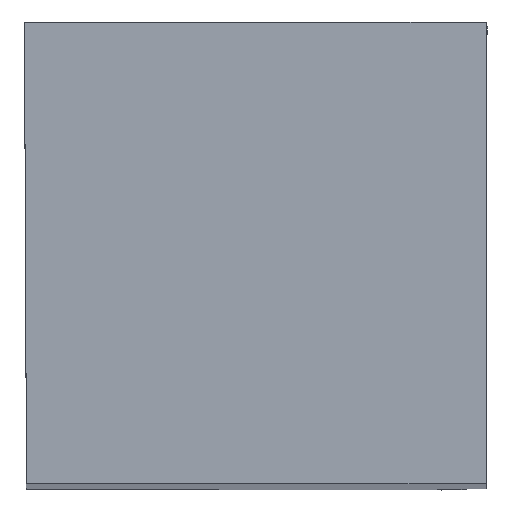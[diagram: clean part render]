
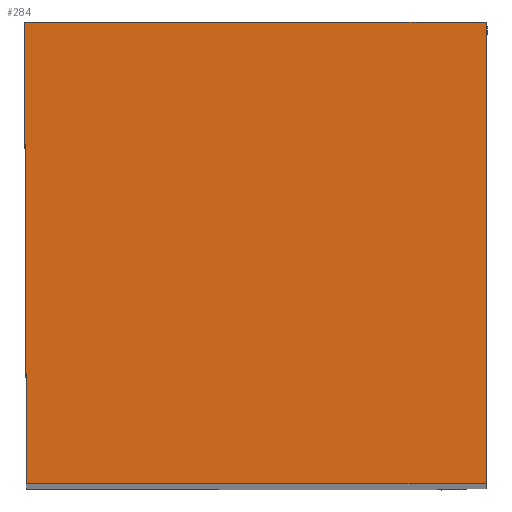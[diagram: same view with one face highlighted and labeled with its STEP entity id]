
A CAD part, top view. The second image highlights one B-rep face of the part: STEP entity #284.
In plain terms, the highlighted planar face has unit normal (0, 0, 1).
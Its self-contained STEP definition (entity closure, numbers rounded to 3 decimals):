
#284=ADVANCED_FACE('CU_BACK_SU1',(#417),#371,.F.);
#371=PLANE('',#1660);
#417=FACE_OUTER_BOUND('',#493,.T.);
#493=EDGE_LOOP('',(#593,#594,#595,#596));
#593=ORIENTED_EDGE('',*,*,#1160,.F.);
#594=ORIENTED_EDGE('',*,*,#1163,.T.);
#595=ORIENTED_EDGE('',*,*,#1164,.T.);
#596=ORIENTED_EDGE('',*,*,#1165,.T.);
#1018=VERTEX_POINT('',#2247);
#1019=VERTEX_POINT('',#2249);
#1021=VERTEX_POINT('',#2255);
#1022=VERTEX_POINT('',#2257);
#1160=EDGE_CURVE('',#1018,#1019,#1374,.T.);
#1163=EDGE_CURVE('',#1018,#1021,#1377,.T.);
#1164=EDGE_CURVE('',#1021,#1022,#1378,.T.);
#1165=EDGE_CURVE('',#1022,#1019,#1379,.T.);
#1374=LINE('',#2248,#1479);
#1377=LINE('',#2254,#1482);
#1378=LINE('',#2256,#1483);
#1379=LINE('',#2258,#1484);
#1479=VECTOR('',#1819,1.);
#1482=VECTOR('',#1824,1.);
#1483=VECTOR('',#1825,1.);
#1484=VECTOR('',#1826,1.);
#1660=AXIS2_PLACEMENT_3D('',#2259,#1827,#1828);
#1819=DIRECTION('',(0.,-1.,0.));
#1824=DIRECTION('',(-1.,0.,0.));
#1825=DIRECTION('',(0.004,-1.,0.));
#1826=DIRECTION('',(1.,0.,0.));
#1827=DIRECTION('',(0.,0.,-1.));
#1828=DIRECTION('',(0.,-1.,0.));
#2247=CARTESIAN_POINT('',(15.825,15.825,0.));
#2248=CARTESIAN_POINT('',(15.825,35.825,0.));
#2249=CARTESIAN_POINT('',(15.825,0.,0.));
#2254=CARTESIAN_POINT('',(-22.791,15.825,0.));
#2255=CARTESIAN_POINT('',(0.,15.825,0.));
#2256=CARTESIAN_POINT('',(-0.088,35.924,0.));
#2257=CARTESIAN_POINT('',(0.069,0.,0.));
#2258=CARTESIAN_POINT('',(-22.791,0.,0.));
#2259=CARTESIAN_POINT('',(-22.791,35.825,0.));
